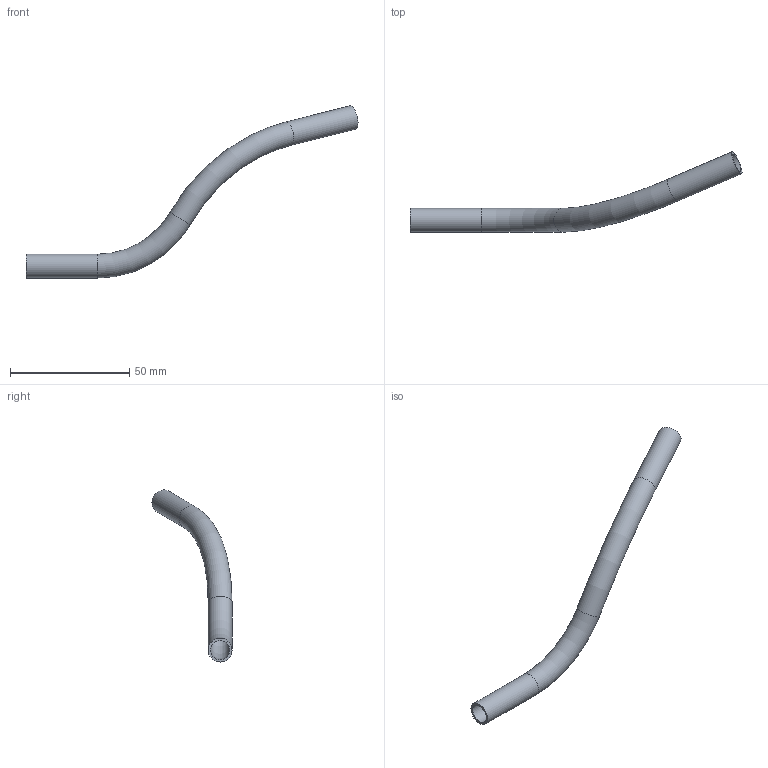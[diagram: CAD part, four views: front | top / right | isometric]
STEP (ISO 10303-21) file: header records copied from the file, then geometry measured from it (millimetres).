
FILE_DESCRIPTION(/* description */ ('','CAx-IF Rec.Pracs.---Representation and Presentation of Product Manufacturing Information (PMI)---3.8---2014-02-18'),/* implementation_level */ '2;1');
FILE_NAME(/* name */ 'Windschiefe Rohre.stp',/* time_stamp */ '2016-04-09T14:22:10+02:00',/* author */ ('Walter'),/* organization */ (''),/* preprocessor_version */ 'ST-DEVELOPER v16.1',/* originating_system */ 'Autodesk Inventor 2016',/* authorisation */ '');
FILE_SCHEMA (('AP242_MANAGED_MODEL_BASED_3D_ENGINEERING_MIM_LF { 1 0 10303 442 1 1 4 }'));
Length unit declared in the file: millimetre
Products named in the file (1): Windschiefe Rohre
Bounding box: 139.3 x 33.61 x 72.21 mm (x, y, z)
Volume: 4608 mm3; surface area: 9329.1 mm2
Topology: 2 solids, 2 shells, 12 faces, 25 edges, 20 vertices
Faces by surface type: torus 4, cylinder 4, plane 4
Full cylindrical faces by diameter (mm): 8 x2, 10 x2
Entity records: 331 total; most frequent: DIRECTION 53, CARTESIAN_POINT 46, AXIS2_PLACEMENT_3D 25, EDGE_LOOP 24, ORIENTED_EDGE 24, FACE_BOUND 12, FACE_OUTER_BOUND 12, CIRCLE 12
